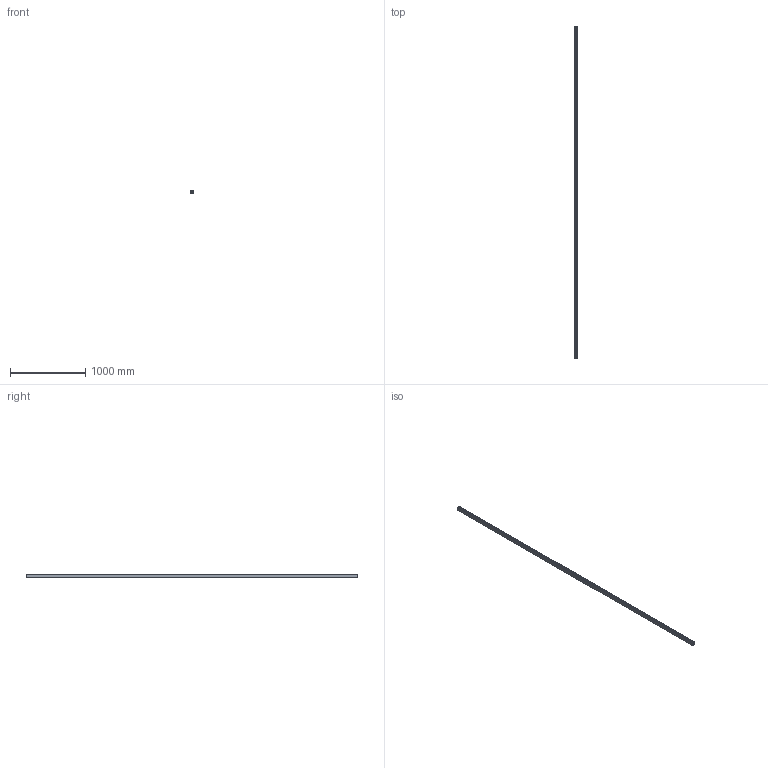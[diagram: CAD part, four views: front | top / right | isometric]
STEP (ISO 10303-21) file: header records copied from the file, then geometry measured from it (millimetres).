
FILE_DESCRIPTION( ('This file contains a STEP AP42 implementation' ,'as created by ZW3D STEP Interface translator.') ,'2;1' );
FILE_NAME( 'SOLAR_4400.stp' ,'24 619.134822', (''), ('ZWCAD Software Co.'), 'Version 1.0', 'ZW3D to STEP translator', '' );
FILE_SCHEMA(('AUTOMOTIVE_DESIGN'));
Length unit declared in the file: millimetre
Products named in the file (1): 0
Bounding box: 40 x 4400 x 40 mm (x, y, z)
Volume: 1461039 mm3; surface area: 2028184.1 mm2
Topology: 1 solids, 1 shells, 46 faces, 132 edges, 88 vertices
Faces by surface type: bspline 46
Entity records: 1418 total; most frequent: CARTESIAN_POINT 537, ORIENTED_EDGE 264, B_SPLINE_CURVE_WITH_KNOTS 132, EDGE_CURVE 132, VERTEX_POINT 88, EDGE_LOOP 50, B_SPLINE_SURFACE_WITH_KNOTS 46, FACE_OUTER_BOUND 46
